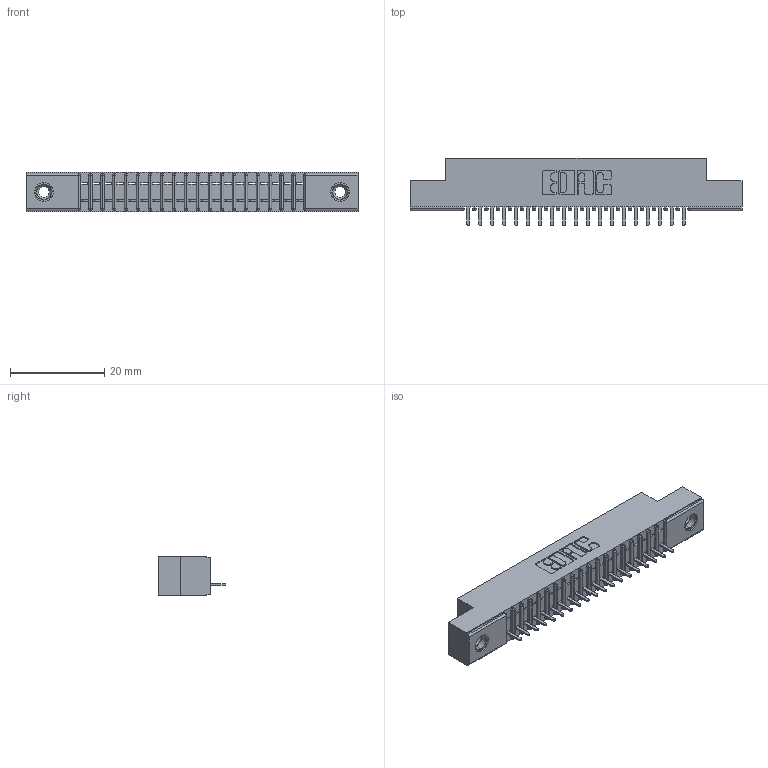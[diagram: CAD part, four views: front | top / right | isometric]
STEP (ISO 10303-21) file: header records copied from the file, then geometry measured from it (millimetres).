
FILE_DESCRIPTION (( 'STEP AP203' ), '1' );
FILE_NAME ('341-019-520-108.STEP', '2018-08-06T16:29:29', ( '' ), ( '' ), 'SwSTEP 2.0', 'SolidWorks 2016', '' );
FILE_SCHEMA (( 'CONFIG_CONTROL_DESIGN' ));
Length unit declared in the file: inch
Products named in the file (4): 341-292-001_341-292-120; 345-250-001_345-250-003-102; 341-019-520-108; 341 Part_.156 (3.96) Dia Mounting Holes
Assembly tree (22 placements, depth 2):
  341-019-520-108
    341 Part_.156 (3.96) Dia Mounting Holes
    341-292-001_341-292-120  x19
    345-250-001_345-250-003-102  x2
Bounding box: 70.48 x 14.27 x 8.38 mm (x, y, z)
Volume: 3879.2 mm3; surface area: 6993.2 mm2
Topology: 22 solids, 22 shells, 1734 faces, 4955 edges, 3178 vertices
Faces by surface type: plane 1069, cylinder 573, sphere 40, torus 40, cone 12
Entity records: 26635 total; most frequent: CARTESIAN_POINT 4493, ORIENTED_EDGE 4474, DIRECTION 4367, EDGE_CURVE 2237, VECTOR 1779, LINE 1779, VERTEX_POINT 1420, AXIS2_PLACEMENT_3D 1294
